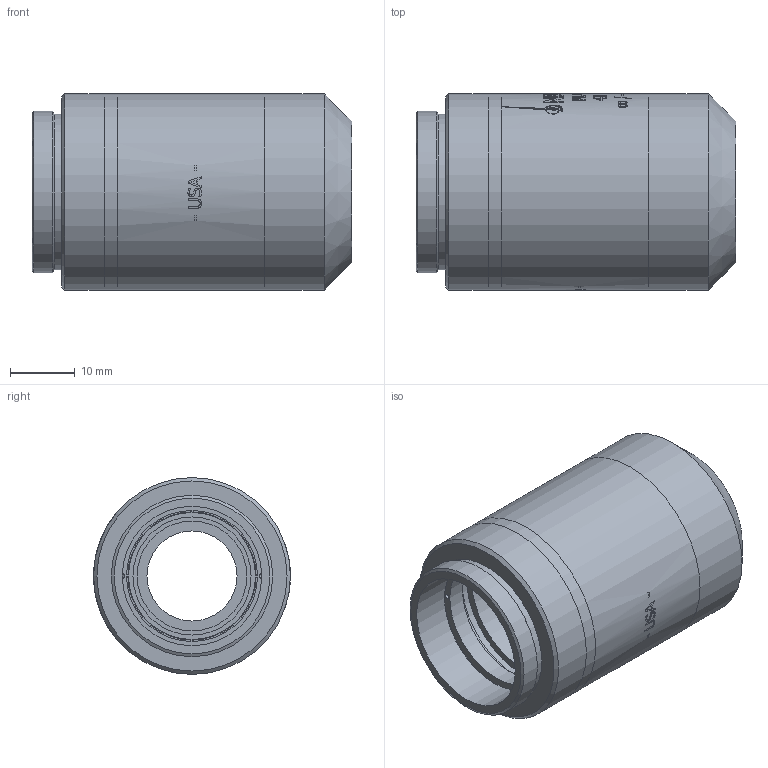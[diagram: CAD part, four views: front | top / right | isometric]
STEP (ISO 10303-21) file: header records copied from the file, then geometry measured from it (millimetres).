
FILE_DESCRIPTION(/* description */ ('MOUNT, 4X '),/* implementation_level */ '2;1');
FILE_NAME(/* name */ 'Pat''55075_0.stp',/* time_stamp */ '2015-04-10T10:02:23-04:00',/* author */ ('BONAFEDE'),/* organization */ ('NAVITAR'),/* preprocessor_version */ 'ST-DEVELOPER v15.6',/* originating_system */ 'Autodesk Inventor 2015',/* authorisation */ '');
FILE_SCHEMA (('AUTOMOTIVE_DESIGN { 1 0 10303 214 3 1 1 }'));
Products named in the file (8): 55084; 55087; 55086; 55088; 55085; 55132; 55203; 55075_0
Bounding box: 49.58 x 30.48 x 30.48 mm (x, y, z)
Volume: 16729.3 mm3; surface area: 15794.8 mm2
Topology: 7 solids, 7 shells, 507 faces, 1286 edges, 853 vertices
Faces by surface type: bspline 196, plane 195, cylinder 95, cone 21
Full cylindrical faces by diameter (mm): 0.762 x2, 1.575 x4, 1.702 x4, 13.97 x1, 17.018 x1, 18.288 x2, 19.677 x1, 19.871 x1, 20.193 x1, 20.3 x1, 20.832 x1, 21.59 x1, 21.793 x2, 21.819 x1, 23.114 x1, 23.8 x1, 24.13 x2, 24.994 x1, 25.375 x1, 25.4 x1, 25.959 x1, 26.238 x1, 26.746 x1, 26.924 x1, 26.975 x1, 27.254 x1, 27.762 x1, 27.94 x1, 29.21 x1, 29.235 x1
Entity records: 61049 total; most frequent: CARTESIAN_POINT 50349, ORIENTED_EDGE 2398, DIRECTION 1538, EDGE_CURVE 1199, VERTEX_POINT 836, EDGE_LOOP 667, AXIS2_PLACEMENT_3D 549, B_SPLINE_CURVE_WITH_KNOTS 536
